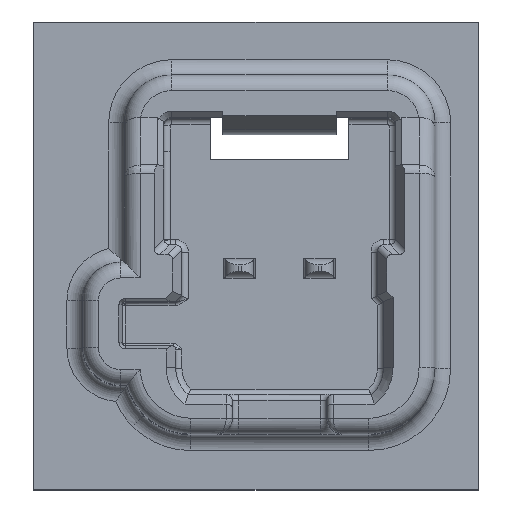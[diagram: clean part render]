
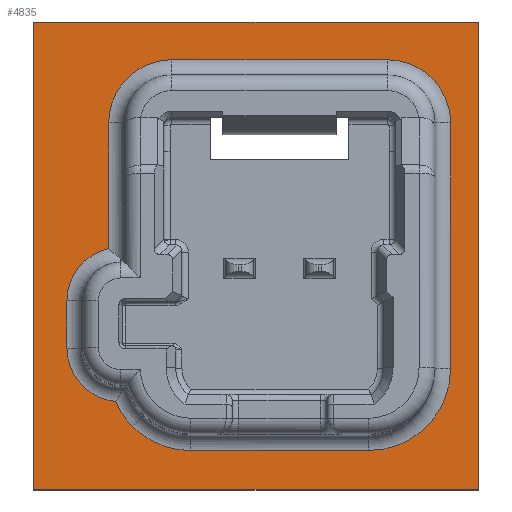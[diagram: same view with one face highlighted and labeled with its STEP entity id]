
A CAD part, top view. The second image highlights one B-rep face of the part: STEP entity #4835.
In plain terms, the highlighted planar face has unit normal (0, 0, 1).
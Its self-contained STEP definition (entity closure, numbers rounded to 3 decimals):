
#3130=AXIS2_PLACEMENT_3D('Circle Axis2P3D',#3128,#3129,$) ;
#4043=AXIS2_PLACEMENT_3D('Circle Axis2P3D',#4041,#4042,$) ;
#4264=AXIS2_PLACEMENT_3D('Circle Axis2P3D',#4262,#4263,$) ;
#4306=AXIS2_PLACEMENT_3D('Circle Axis2P3D',#4304,#4305,$) ;
#4351=AXIS2_PLACEMENT_3D('Circle Axis2P3D',#4349,#4350,$) ;
#4728=AXIS2_PLACEMENT_3D('Plane Axis2P3D',#4725,#4726,#4727) ;
#3125=CARTESIAN_POINT('Vertex',(-5.425,4.658,0.)) ;
#3128=CARTESIAN_POINT('Axis2P3D Location',(-5.05,3.,0.)) ;
#3132=CARTESIAN_POINT('Vertex',(-6.75,3.,0.)) ;
#4038=CARTESIAN_POINT('Vertex',(2.825,-1.75,0.)) ;
#4041=CARTESIAN_POINT('Axis2P3D Location',(2.825,0.85,0.)) ;
#4045=CARTESIAN_POINT('Vertex',(5.425,0.85,0.)) ;
#4241=CARTESIAN_POINT('Vertex',(-2.825,-1.75,0.)) ;
#4244=CARTESIAN_POINT('Line Origine',(-0.75,-1.75,0.)) ;
#4262=CARTESIAN_POINT('Axis2P3D Location',(-2.825,0.85,0.)) ;
#4266=CARTESIAN_POINT('Vertex',(-4.663,-0.988,0.)) ;
#4301=CARTESIAN_POINT('Vertex',(-5.207,-0.193,0.)) ;
#4304=CARTESIAN_POINT('Axis2P3D Location',(-2.825,0.85,0.)) ;
#4346=CARTESIAN_POINT('Vertex',(-6.75,1.5,0.)) ;
#4349=CARTESIAN_POINT('Axis2P3D Location',(-5.05,1.5,0.)) ;
#4368=CARTESIAN_POINT('Line Origine',(-6.75,4.425,0.)) ;
#4725=CARTESIAN_POINT('Axis2P3D Location',(0.,0.,0.)) ;
#4730=CARTESIAN_POINT('Line Origine',(-7.8,4.425,0.)) ;
#4734=CARTESIAN_POINT('Vertex',(-7.8,11.85,0.)) ;
#4736=CARTESIAN_POINT('Vertex',(-7.8,-3.,0.)) ;
#4739=CARTESIAN_POINT('Line Origine',(-0.75,-3.,0.)) ;
#4743=CARTESIAN_POINT('Vertex',(6.3,-3.,0.)) ;
#4746=CARTESIAN_POINT('Line Origine',(6.3,4.425,0.)) ;
#4750=CARTESIAN_POINT('Vertex',(6.3,11.85,0.)) ;
#4753=CARTESIAN_POINT('Line Origine',(-0.75,11.85,0.)) ;
#4764=CARTESIAN_POINT('Line Origine',(5.425,4.75,0.)) ;
#4768=CARTESIAN_POINT('Vertex',(5.425,8.65,0.)) ;
#4771=CARTESIAN_POINT('Line Origine',(-5.425,6.654,0.)) ;
#4775=CARTESIAN_POINT('Vertex',(-5.425,8.65,0.)) ;
#4779=CARTESIAN_POINT('Control Point',(-5.425,8.65,0.)) ;
#4780=CARTESIAN_POINT('Control Point',(-5.425,8.858,0.)) ;
#4781=CARTESIAN_POINT('Control Point',(-5.398,9.066,0.)) ;
#4782=CARTESIAN_POINT('Control Point',(-5.344,9.269,0.)) ;
#4783=CARTESIAN_POINT('Control Point',(-5.184,9.656,0.)) ;
#4784=CARTESIAN_POINT('Control Point',(-4.931,9.991,0.)) ;
#4785=CARTESIAN_POINT('Control Point',(-4.783,10.14,0.)) ;
#4786=CARTESIAN_POINT('Control Point',(-4.452,10.397,0.)) ;
#4787=CARTESIAN_POINT('Control Point',(-4.067,10.561,0.)) ;
#4788=CARTESIAN_POINT('Control Point',(-3.864,10.618,0.)) ;
#4789=CARTESIAN_POINT('Control Point',(-3.652,10.648,0.)) ;
#4790=CARTESIAN_POINT('Control Point',(-3.439,10.65,0.)) ;
#4791=CARTESIAN_POINT('Control Point',(-3.435,10.65,0.)) ;
#4792=CARTESIAN_POINT('Control Point',(-3.43,10.65,0.)) ;
#4793=CARTESIAN_POINT('Control Point',(-3.425,10.65,0.)) ;
#4794=CARTESIAN_POINT('Vertex',(-3.425,10.65,0.)) ;
#4797=CARTESIAN_POINT('Line Origine',(0.,10.65,0.)) ;
#4801=CARTESIAN_POINT('Vertex',(3.425,10.65,0.)) ;
#4805=CARTESIAN_POINT('Control Point',(3.425,10.65,0.)) ;
#4806=CARTESIAN_POINT('Control Point',(3.633,10.65,0.)) ;
#4807=CARTESIAN_POINT('Control Point',(3.841,10.623,0.)) ;
#4808=CARTESIAN_POINT('Control Point',(4.044,10.569,0.)) ;
#4809=CARTESIAN_POINT('Control Point',(4.431,10.409,0.)) ;
#4810=CARTESIAN_POINT('Control Point',(4.766,10.156,0.)) ;
#4811=CARTESIAN_POINT('Control Point',(4.915,10.008,0.)) ;
#4812=CARTESIAN_POINT('Control Point',(5.172,9.677,0.)) ;
#4813=CARTESIAN_POINT('Control Point',(5.336,9.292,0.)) ;
#4814=CARTESIAN_POINT('Control Point',(5.393,9.089,0.)) ;
#4815=CARTESIAN_POINT('Control Point',(5.423,8.877,0.)) ;
#4816=CARTESIAN_POINT('Control Point',(5.425,8.664,0.)) ;
#4817=CARTESIAN_POINT('Control Point',(5.425,8.66,0.)) ;
#4818=CARTESIAN_POINT('Control Point',(5.425,8.655,0.)) ;
#4819=CARTESIAN_POINT('Control Point',(5.425,8.65,0.)) ;
#3129=DIRECTION('Axis2P3D Direction',(0.,0.,1.)) ;
#4042=DIRECTION('Axis2P3D Direction',(0.,-0.,1.)) ;
#4245=DIRECTION('Vector Direction',(-1.,0.,0.)) ;
#4263=DIRECTION('Axis2P3D Direction',(0.,0.,1.)) ;
#4305=DIRECTION('Axis2P3D Direction',(0.,0.,1.)) ;
#4350=DIRECTION('Axis2P3D Direction',(0.,0.,1.)) ;
#4369=DIRECTION('Vector Direction',(0.,-1.,0.)) ;
#4726=DIRECTION('Axis2P3D Direction',(0.,0.,1.)) ;
#4727=DIRECTION('Axis2P3D XDirection',(-1.,0.,0.)) ;
#4731=DIRECTION('Vector Direction',(0.,-1.,0.)) ;
#4740=DIRECTION('Vector Direction',(1.,0.,0.)) ;
#4747=DIRECTION('Vector Direction',(0.,1.,0.)) ;
#4754=DIRECTION('Vector Direction',(-1.,0.,0.)) ;
#4765=DIRECTION('Vector Direction',(0.,-1.,0.)) ;
#4772=DIRECTION('Vector Direction',(0.,1.,0.)) ;
#4798=DIRECTION('Vector Direction',(1.,0.,0.)) ;
#4246=VECTOR('Line Direction',#4245,1.) ;
#4370=VECTOR('Line Direction',#4369,1.) ;
#4732=VECTOR('Line Direction',#4731,1.) ;
#4741=VECTOR('Line Direction',#4740,1.) ;
#4748=VECTOR('Line Direction',#4747,1.) ;
#4755=VECTOR('Line Direction',#4754,1.) ;
#4766=VECTOR('Line Direction',#4765,1.) ;
#4773=VECTOR('Line Direction',#4772,1.) ;
#4799=VECTOR('Line Direction',#4798,1.) ;
#4759=ORIENTED_EDGE('',*,*,#4738,.T.) ;
#4760=ORIENTED_EDGE('',*,*,#4745,.T.) ;
#4761=ORIENTED_EDGE('',*,*,#4752,.T.) ;
#4762=ORIENTED_EDGE('',*,*,#4757,.T.) ;
#4822=ORIENTED_EDGE('',*,*,#4770,.T.) ;
#4823=ORIENTED_EDGE('',*,*,#4047,.T.) ;
#4824=ORIENTED_EDGE('',*,*,#4248,.T.) ;
#4825=ORIENTED_EDGE('',*,*,#4268,.T.) ;
#4826=ORIENTED_EDGE('',*,*,#4308,.T.) ;
#4827=ORIENTED_EDGE('',*,*,#4353,.T.) ;
#4828=ORIENTED_EDGE('',*,*,#4372,.T.) ;
#4829=ORIENTED_EDGE('',*,*,#3134,.T.) ;
#4830=ORIENTED_EDGE('',*,*,#4777,.T.) ;
#4831=ORIENTED_EDGE('',*,*,#4796,.T.) ;
#4832=ORIENTED_EDGE('',*,*,#4803,.T.) ;
#4833=ORIENTED_EDGE('',*,*,#4820,.T.) ;
#4834=FACE_BOUND('',#4821,.T.) ;
#4835=ADVANCED_FACE('KEYB',(#4763,#4834),#4729,.T.) ;
#4778=B_SPLINE_CURVE_WITH_KNOTS('',5,(#4779,#4780,#4781,#4782,#4783,#4784,#4785,#4786,#4787,#4788,#4789,#4790,#4791,#4792,#4793),.UNSPECIFIED.,.F.,.U.,(6,3,3,3,6),(0.,1.47,2.939,4.409,4.443),.UNSPECIFIED.) ;
#4804=B_SPLINE_CURVE_WITH_KNOTS('',5,(#4805,#4806,#4807,#4808,#4809,#4810,#4811,#4812,#4813,#4814,#4815,#4816,#4817,#4818,#4819),.UNSPECIFIED.,.F.,.U.,(6,3,3,3,6),(0.,1.47,2.939,4.409,4.443),.UNSPECIFIED.) ;
#3131=CIRCLE('generated circle',#3130,1.7) ;
#4044=CIRCLE('generated circle',#4043,2.6) ;
#4265=CIRCLE('generated circle',#4264,2.6) ;
#4307=CIRCLE('generated circle',#4306,2.6) ;
#4352=CIRCLE('generated circle',#4351,1.7) ;
#3134=EDGE_CURVE('',#3133,#3126,#3131,.F.) ;
#4047=EDGE_CURVE('',#4046,#4039,#4044,.F.) ;
#4248=EDGE_CURVE('',#4039,#4242,#4247,.T.) ;
#4268=EDGE_CURVE('',#4242,#4267,#4265,.F.) ;
#4308=EDGE_CURVE('',#4267,#4302,#4307,.F.) ;
#4353=EDGE_CURVE('',#4302,#4347,#4352,.F.) ;
#4372=EDGE_CURVE('',#4347,#3133,#4371,.F.) ;
#4738=EDGE_CURVE('',#4735,#4737,#4733,.T.) ;
#4745=EDGE_CURVE('',#4737,#4744,#4742,.T.) ;
#4752=EDGE_CURVE('',#4744,#4751,#4749,.T.) ;
#4757=EDGE_CURVE('',#4751,#4735,#4756,.T.) ;
#4770=EDGE_CURVE('',#4769,#4046,#4767,.T.) ;
#4777=EDGE_CURVE('',#3126,#4776,#4774,.T.) ;
#4796=EDGE_CURVE('',#4776,#4795,#4778,.T.) ;
#4803=EDGE_CURVE('',#4795,#4802,#4800,.T.) ;
#4820=EDGE_CURVE('',#4802,#4769,#4804,.T.) ;
#4758=EDGE_LOOP('',(#4759,#4760,#4761,#4762)) ;
#4821=EDGE_LOOP('',(#4822,#4823,#4824,#4825,#4826,#4827,#4828,#4829,#4830,#4831,#4832,#4833)) ;
#4763=FACE_OUTER_BOUND('',#4758,.T.) ;
#4247=LINE('Line',#4244,#4246) ;
#4371=LINE('Line',#4368,#4370) ;
#4733=LINE('Line',#4730,#4732) ;
#4742=LINE('Line',#4739,#4741) ;
#4749=LINE('Line',#4746,#4748) ;
#4756=LINE('Line',#4753,#4755) ;
#4767=LINE('Line',#4764,#4766) ;
#4774=LINE('Line',#4771,#4773) ;
#4800=LINE('Line',#4797,#4799) ;
#4729=PLANE('',#4728) ;
#3126=VERTEX_POINT('',#3125) ;
#3133=VERTEX_POINT('',#3132) ;
#4039=VERTEX_POINT('',#4038) ;
#4046=VERTEX_POINT('',#4045) ;
#4242=VERTEX_POINT('',#4241) ;
#4267=VERTEX_POINT('',#4266) ;
#4302=VERTEX_POINT('',#4301) ;
#4347=VERTEX_POINT('',#4346) ;
#4735=VERTEX_POINT('',#4734) ;
#4737=VERTEX_POINT('',#4736) ;
#4744=VERTEX_POINT('',#4743) ;
#4751=VERTEX_POINT('',#4750) ;
#4769=VERTEX_POINT('',#4768) ;
#4776=VERTEX_POINT('',#4775) ;
#4795=VERTEX_POINT('',#4794) ;
#4802=VERTEX_POINT('',#4801) ;
